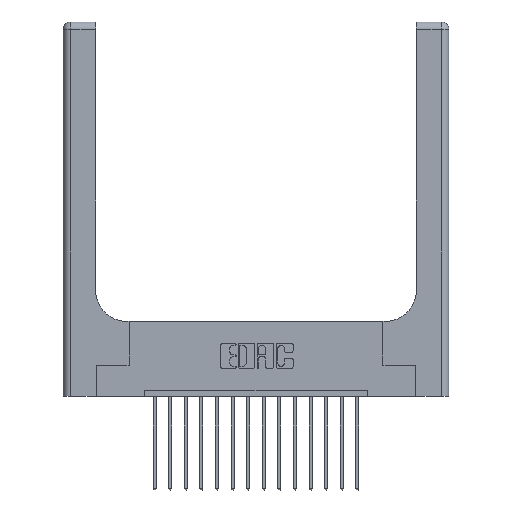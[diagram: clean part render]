
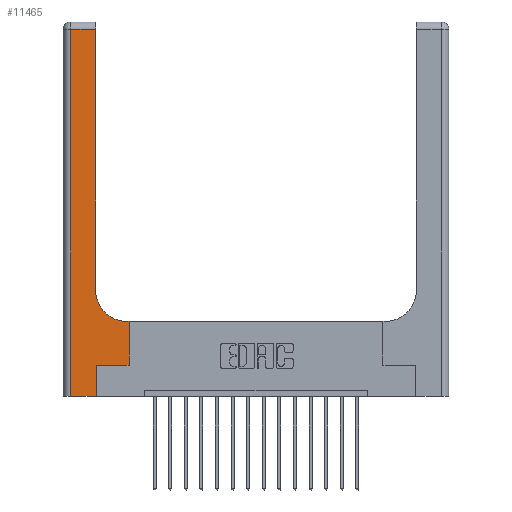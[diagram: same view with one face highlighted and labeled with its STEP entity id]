
A CAD part, top view. The second image highlights one B-rep face of the part: STEP entity #11465.
In plain terms, the highlighted planar face has unit normal (0, 0, 1).
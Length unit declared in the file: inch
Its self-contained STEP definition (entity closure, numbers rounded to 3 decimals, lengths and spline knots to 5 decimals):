
#175 = DIRECTION ( 'NONE',  ( -1., 0., 0. ) ) ;
#200 = ORIENTED_EDGE ( 'NONE', *, *, #9984, .T. ) ;
#244 = AXIS2_PLACEMENT_3D ( 'NONE', #2167, #3886, #16154 ) ;
#290 = EDGE_CURVE ( 'NONE', #5516, #7096, #16378, .T. ) ;
#452 = CARTESIAN_POINT ( 'NONE',  ( 0.26, 2.94, 0.37 ) ) ;
#1226 = LINE ( 'NONE', #12424, #5296 ) ;
#1279 = CARTESIAN_POINT ( 'NONE',  ( 0.26, 0.6, 0.37 ) ) ;
#1696 = EDGE_CURVE ( 'NONE', #7096, #9972, #9738, .T. ) ;
#2167 = CARTESIAN_POINT ( 'NONE',  ( 0.51, 0.85, 0.37 ) ) ;
#2563 = DIRECTION ( 'NONE',  ( 0., 1., 0. ) ) ;
#2579 = CARTESIAN_POINT ( 'NONE',  ( 0.06, 0., 0.37 ) ) ;
#2678 = CARTESIAN_POINT ( 'NONE',  ( 0., 2.94, 0.37 ) ) ;
#2684 = CARTESIAN_POINT ( 'NONE',  ( 0., 0., 0.37 ) ) ;
#2690 = VERTEX_POINT ( 'NONE', #2579 ) ;
#3104 = LINE ( 'NONE', #13012, #8617 ) ;
#3711 = DIRECTION ( 'NONE',  ( 0., 0., -1. ) ) ;
#3833 = EDGE_CURVE ( 'NONE', #2690, #3888, #12509, .T. ) ;
#3886 = DIRECTION ( 'NONE',  ( 0., 0., -1. ) ) ;
#3888 = VERTEX_POINT ( 'NONE', #16591 ) ;
#3955 = CARTESIAN_POINT ( 'NONE',  ( 0.26, 0.85, 0.37 ) ) ;
#4414 = EDGE_CURVE ( 'NONE', #17418, #9907, #3104, .T. ) ;
#5102 = CARTESIAN_POINT ( 'NONE',  ( 0.528, 0.25, 0.37 ) ) ;
#5126 = EDGE_CURVE ( 'NONE', #9907, #6317, #17618, .T. ) ;
#5296 = VECTOR ( 'NONE', #14046, 39.37008 ) ;
#5516 = VERTEX_POINT ( 'NONE', #3955 ) ;
#5549 = DIRECTION ( 'NONE',  ( 1., 0., 0. ) ) ;
#6113 = ORIENTED_EDGE ( 'NONE', *, *, #6300, .T. ) ;
#6300 = EDGE_CURVE ( 'NONE', #3888, #17418, #1226, .T. ) ;
#6317 = VERTEX_POINT ( 'NONE', #12516 ) ;
#7096 = VERTEX_POINT ( 'NONE', #452 ) ;
#7740 = DIRECTION ( 'NONE',  ( -1., 0., 0. ) ) ;
#7996 = VECTOR ( 'NONE', #16870, 39.37008 ) ;
#8507 = ORIENTED_EDGE ( 'NONE', *, *, #290, .T. ) ;
#8617 = VECTOR ( 'NONE', #9053, 39.37008 ) ;
#9053 = DIRECTION ( 'NONE',  ( 1., 0., 0. ) ) ;
#9222 = FACE_OUTER_BOUND ( 'NONE', #9328, .T. ) ;
#9328 = EDGE_LOOP ( 'NONE', ( #8507, #17039, #14211, #17082, #6113, #9705, #11917, #14061, #200 ) ) ;
#9705 = ORIENTED_EDGE ( 'NONE', *, *, #4414, .T. ) ;
#9738 = LINE ( 'NONE', #2678, #7996 ) ;
#9907 = VERTEX_POINT ( 'NONE', #12995 ) ;
#9972 = VERTEX_POINT ( 'NONE', #14700 ) ;
#9984 = EDGE_CURVE ( 'NONE', #15640, #5516, #10466, .T. ) ;
#10466 = CIRCLE ( 'NONE', #244, 0.25 ) ;
#10659 = DIRECTION ( 'NONE',  ( 0., 1., 0. ) ) ;
#10666 = PLANE ( 'NONE',  #15767 ) ;
#11465 = ADVANCED_FACE ( 'NONE', ( #9222 ), #10666, .F. ) ;
#11544 = CARTESIAN_POINT ( 'NONE',  ( 0.265, 0.25, 0.37 ) ) ;
#11917 = ORIENTED_EDGE ( 'NONE', *, *, #5126, .T. ) ;
#12058 = CARTESIAN_POINT ( 'NONE',  ( 0., 3., 0.37 ) ) ;
#12240 = EDGE_CURVE ( 'NONE', #9972, #2690, #14399, .T. ) ;
#12358 = DIRECTION ( 'NONE',  ( 0., -1., 0. ) ) ;
#12424 = CARTESIAN_POINT ( 'NONE',  ( 0.265, 0., 0.37 ) ) ;
#12509 = LINE ( 'NONE', #2684, #16731 ) ;
#12516 = CARTESIAN_POINT ( 'NONE',  ( 0.528, 0.6, 0.37 ) ) ;
#12995 = CARTESIAN_POINT ( 'NONE',  ( 0.528, 0.25, 0.37 ) ) ;
#13012 = CARTESIAN_POINT ( 'NONE',  ( 0.265, 0.25, 0.37 ) ) ;
#13046 = CARTESIAN_POINT ( 'NONE',  ( 0.06, 3., 0.37 ) ) ;
#13461 = VECTOR ( 'NONE', #2563, 39.37008 ) ;
#14046 = DIRECTION ( 'NONE',  ( 0., 1., 0. ) ) ;
#14061 = ORIENTED_EDGE ( 'NONE', *, *, #15980, .T. ) ;
#14211 = ORIENTED_EDGE ( 'NONE', *, *, #12240, .T. ) ;
#14399 = LINE ( 'NONE', #13046, #17537 ) ;
#14426 = VECTOR ( 'NONE', #175, 39.37008 ) ;
#14700 = CARTESIAN_POINT ( 'NONE',  ( 0.06, 2.94, 0.37 ) ) ;
#15392 = CARTESIAN_POINT ( 'NONE',  ( 0.51, 0.6, 0.37 ) ) ;
#15640 = VERTEX_POINT ( 'NONE', #15392 ) ;
#15767 = AXIS2_PLACEMENT_3D ( 'NONE', #12058, #3711, #7740 ) ;
#15980 = EDGE_CURVE ( 'NONE', #6317, #15640, #16836, .T. ) ;
#16154 = DIRECTION ( 'NONE',  ( 1., 0., 0. ) ) ;
#16289 = CARTESIAN_POINT ( 'NONE',  ( 0.26, 3., 0.37 ) ) ;
#16378 = LINE ( 'NONE', #16289, #13461 ) ;
#16591 = CARTESIAN_POINT ( 'NONE',  ( 0.265, 0., 0.37 ) ) ;
#16731 = VECTOR ( 'NONE', #5549, 39.37008 ) ;
#16836 = LINE ( 'NONE', #1279, #14426 ) ;
#16870 = DIRECTION ( 'NONE',  ( -1., 0., 0. ) ) ;
#17039 = ORIENTED_EDGE ( 'NONE', *, *, #1696, .T. ) ;
#17082 = ORIENTED_EDGE ( 'NONE', *, *, #3833, .T. ) ;
#17418 = VERTEX_POINT ( 'NONE', #11544 ) ;
#17537 = VECTOR ( 'NONE', #12358, 39.37008 ) ;
#17618 = LINE ( 'NONE', #5102, #17653 ) ;
#17653 = VECTOR ( 'NONE', #10659, 39.37008 ) ;
